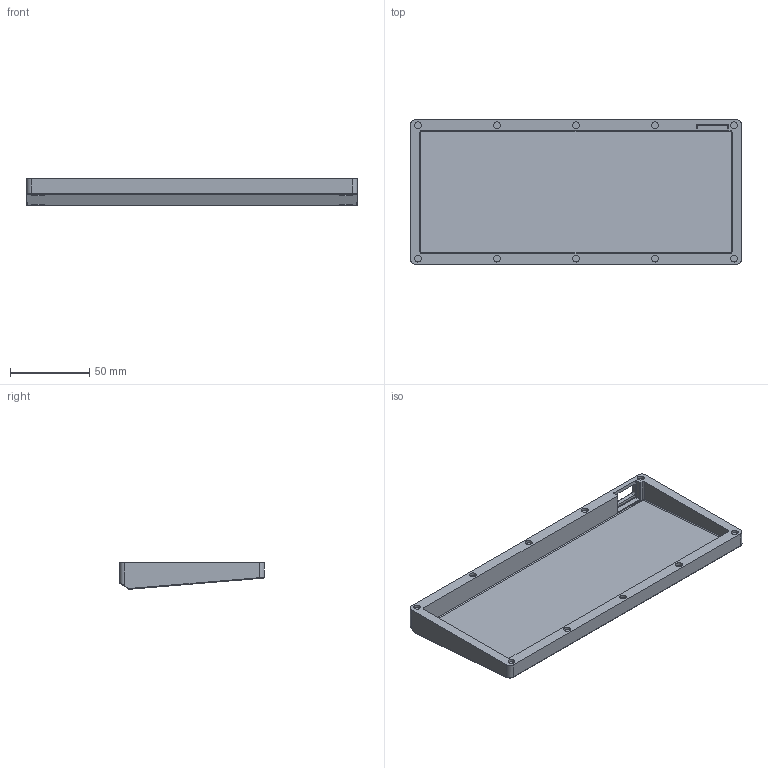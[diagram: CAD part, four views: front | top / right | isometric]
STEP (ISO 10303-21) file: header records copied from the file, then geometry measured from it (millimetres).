
FILE_DESCRIPTION(/* description */ ('STEP AP242','CAx-IF Rec.Pracs.---Representation and Presentation of Product Manufacturing Information (PMI)---4.0---2014-10-13','CAx-IF Rec.Pracs.---3D Tessellated Geometry---0.4---2014-09-14','2;1'),/* implementation_level */ '2;1');
FILE_NAME(/* name */ '666503a7831b6126c3e84be2',/* time_stamp */ '2024-06-09T01:21:44Z',/* author */ (''),/* organization */ (''),/* preprocessor_version */ 'ST-DEVELOPER v20',/* originating_system */ ' ',/* authorisation */ ' ');
FILE_SCHEMA (('AP242_MANAGED_MODEL_BASED_3D_ENGINEERING_MIM_LF { 1 0 10303 442 1 1 4 }'));
Length unit declared in the file: metre
Products named in the file (1): Part 1
Bounding box: 209.26 x 91.35 x 16.87 mm (x, y, z)
Volume: 85898.8 mm3; surface area: 51801.6 mm2
Topology: 1 solids, 1 shells, 101 faces, 217 edges, 128 vertices
Faces by surface type: cylinder 49, plane 34, bspline 8, torus 6, sphere 4
Full cylindrical faces by diameter (mm): 4.3 x10, 8.5 x4
Entity records: 2740 total; most frequent: CARTESIAN_POINT 547, DIRECTION 496, ORIENTED_EDGE 398, AXIS2_PLACEMENT_3D 205, EDGE_CURVE 199, EDGE_LOOP 131, FACE_BOUND 131, VERTEX_POINT 128
